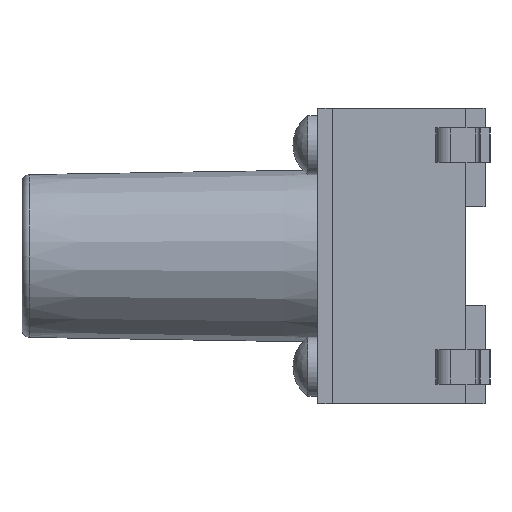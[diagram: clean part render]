
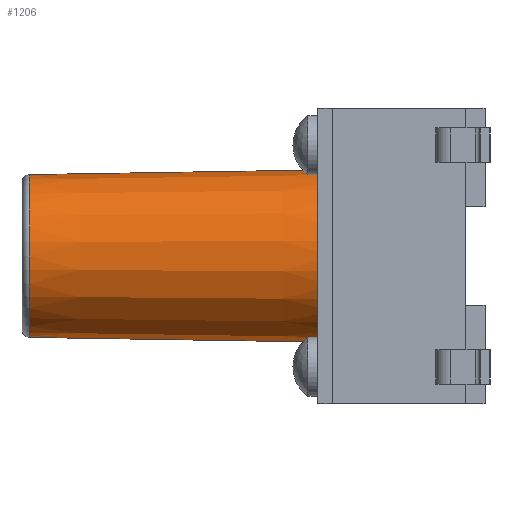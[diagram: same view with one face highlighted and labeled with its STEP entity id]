
A CAD part, left-side view. The second image highlights one B-rep face of the part: STEP entity #1206.
In plain terms, the highlighted conical face has half-angle 0.909 degrees and reference radius 1.652 mm.
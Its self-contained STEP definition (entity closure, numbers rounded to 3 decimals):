
#42 = AXIS2_PLACEMENT_3D ( 'NONE', #785, #1543, #1310 ) ;
#143 = VERTEX_POINT ( 'NONE', #2358 ) ;
#217 = EDGE_CURVE ( 'NONE', #1106, #480, #516, .T. ) ;
#226 = CONICAL_SURFACE ( 'NONE', #2449, 1.652, 0.016 ) ;
#281 = CARTESIAN_POINT ( 'NONE',  ( 0., 9.352, 1.652 ) ) ;
#309 = VECTOR ( 'NONE', #2164, 1000. ) ;
#311 = EDGE_CURVE ( 'NONE', #2978, #1106, #436, .T. ) ;
#384 = CARTESIAN_POINT ( 'NONE',  ( 0., 3.2, 1.75 ) ) ;
#436 = LINE ( 'NONE', #281, #1884 ) ;
#480 = VERTEX_POINT ( 'NONE', #2600 ) ;
#516 = CIRCLE ( 'NONE', #3103, 1.75 ) ;
#644 = DIRECTION ( 'NONE',  ( 0., 0., -1. ) ) ;
#689 = DIRECTION ( 'NONE',  ( 0., 0., -1. ) ) ;
#785 = CARTESIAN_POINT ( 'NONE',  ( 0., 9.352, 0. ) ) ;
#953 = CARTESIAN_POINT ( 'NONE',  ( 0., 3.2, 0. ) ) ;
#956 = ORIENTED_EDGE ( 'NONE', *, *, #217, .F. ) ;
#1106 = VERTEX_POINT ( 'NONE', #384 ) ;
#1146 = CARTESIAN_POINT ( 'NONE',  ( 0., 9.352, 0. ) ) ;
#1206 = ADVANCED_FACE ( 'NONE', ( #2150 ), #226, .T. ) ;
#1310 = DIRECTION ( 'NONE',  ( 0., 0., -1. ) ) ;
#1485 = CARTESIAN_POINT ( 'NONE',  ( 0., 9.352, -1.652 ) ) ;
#1543 = DIRECTION ( 'NONE',  ( 0., -1., 0. ) ) ;
#1669 = DIRECTION ( 'NONE',  ( 0., -1., 0. ) ) ;
#1884 = VECTOR ( 'NONE', #2468, 1000. ) ;
#1904 = CIRCLE ( 'NONE', #42, 1.652 ) ;
#1914 = EDGE_LOOP ( 'NONE', ( #2108, #2477, #3017, #956 ) ) ;
#1995 = EDGE_CURVE ( 'NONE', #143, #480, #2085, .T. ) ;
#2085 = LINE ( 'NONE', #1485, #309 ) ;
#2108 = ORIENTED_EDGE ( 'NONE', *, *, #311, .F. ) ;
#2150 = FACE_OUTER_BOUND ( 'NONE', #1914, .T. ) ;
#2164 = DIRECTION ( 'NONE',  ( 0., -1., -0.016 ) ) ;
#2358 = CARTESIAN_POINT ( 'NONE',  ( 0., 9.352, -1.652 ) ) ;
#2449 = AXIS2_PLACEMENT_3D ( 'NONE', #1146, #1669, #644 ) ;
#2468 = DIRECTION ( 'NONE',  ( 0., -1., 0.016 ) ) ;
#2477 = ORIENTED_EDGE ( 'NONE', *, *, #2583, .T. ) ;
#2539 = CARTESIAN_POINT ( 'NONE',  ( 0., 9.352, 1.652 ) ) ;
#2583 = EDGE_CURVE ( 'NONE', #2978, #143, #1904, .T. ) ;
#2600 = CARTESIAN_POINT ( 'NONE',  ( 0., 3.2, -1.75 ) ) ;
#2677 = DIRECTION ( 'NONE',  ( 0., -1., 0. ) ) ;
#2978 = VERTEX_POINT ( 'NONE', #2539 ) ;
#3017 = ORIENTED_EDGE ( 'NONE', *, *, #1995, .T. ) ;
#3103 = AXIS2_PLACEMENT_3D ( 'NONE', #953, #2677, #689 ) ;
